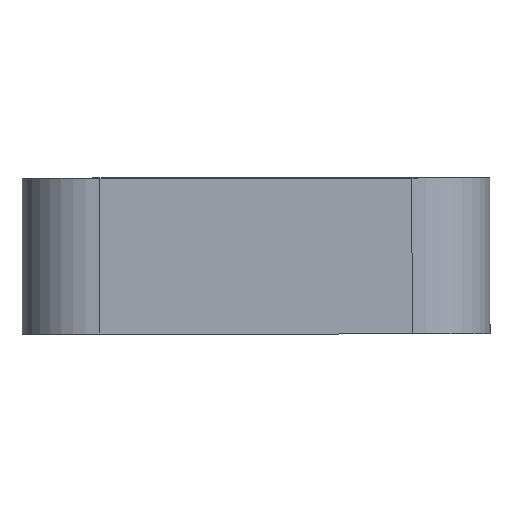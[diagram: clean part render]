
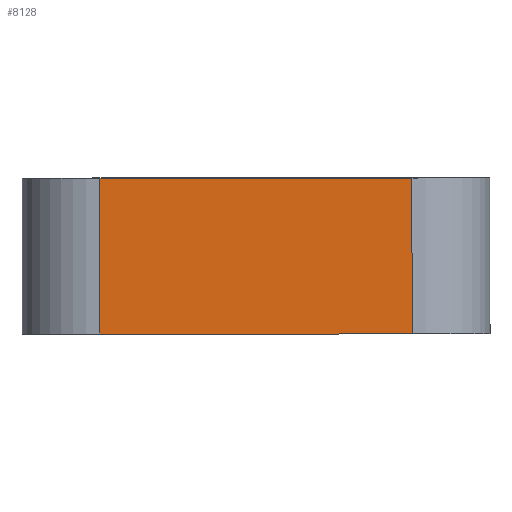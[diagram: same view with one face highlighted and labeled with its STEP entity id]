
A CAD part, left-side view. The second image highlights one B-rep face of the part: STEP entity #8128.
In plain terms, the highlighted planar face has unit normal (-1, 0, 0).
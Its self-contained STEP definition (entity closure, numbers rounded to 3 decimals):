
#707=FACE_OUTER_BOUND('',#1115,.T.);
#1115=EDGE_LOOP('',(#6532,#6533,#6534,#6535));
#1549=LINE('',#11883,#2433);
#1690=LINE('',#12270,#2574);
#1893=LINE('',#12769,#2777);
#1894=LINE('',#12770,#2778);
#2433=VECTOR('',#9638,10.);
#2574=VECTOR('',#9987,10.);
#2777=VECTOR('',#10496,10.);
#2778=VECTOR('',#10497,10.);
#3279=VERTEX_POINT('',#11880);
#3280=VERTEX_POINT('',#11882);
#3421=VERTEX_POINT('',#12267);
#3422=VERTEX_POINT('',#12269);
#4158=EDGE_CURVE('',#3279,#3280,#1549,.T.);
#4345=EDGE_CURVE('',#3421,#3422,#1690,.T.);
#4603=EDGE_CURVE('',#3422,#3279,#1893,.T.);
#4604=EDGE_CURVE('',#3280,#3421,#1894,.T.);
#6532=ORIENTED_EDGE('',*,*,#4603,.F.);
#6533=ORIENTED_EDGE('',*,*,#4345,.F.);
#6534=ORIENTED_EDGE('',*,*,#4604,.F.);
#6535=ORIENTED_EDGE('',*,*,#4158,.F.);
#7380=PLANE('',#8720);
#8128=ADVANCED_FACE('',(#707),#7380,.T.);
#8720=AXIS2_PLACEMENT_3D('',#12768,#10494,#10495);
#9638=DIRECTION('',(0.,0.,-1.));
#9987=DIRECTION('',(0.,0.,1.));
#10494=DIRECTION('center_axis',(-1.,0.,0.));
#10495=DIRECTION('ref_axis',(0.,-1.,0.));
#10496=DIRECTION('',(0.,-1.,0.));
#10497=DIRECTION('',(0.,1.,0.));
#11880=CARTESIAN_POINT('',(-73.062,15.,10.));
#11882=CARTESIAN_POINT('',(-73.062,15.,0.));
#11883=CARTESIAN_POINT('',(-73.062,15.,5.));
#12267=CARTESIAN_POINT('',(-73.062,35.,0.));
#12269=CARTESIAN_POINT('',(-73.062,35.,10.));
#12270=CARTESIAN_POINT('',(-73.062,35.,5.));
#12768=CARTESIAN_POINT('Origin',(-73.062,30.,5.));
#12769=CARTESIAN_POINT('',(-73.062,35.,10.));
#12770=CARTESIAN_POINT('',(-73.062,15.,0.));
